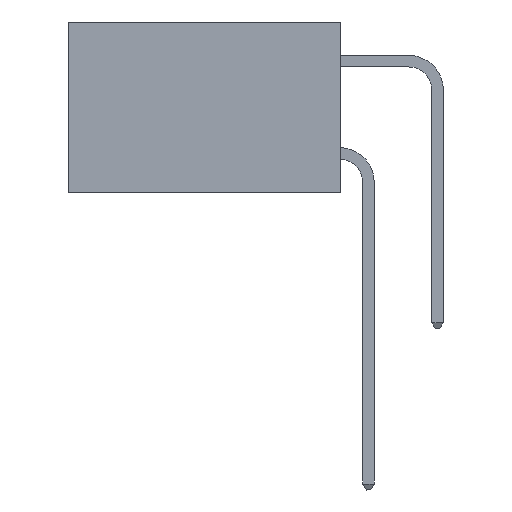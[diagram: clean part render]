
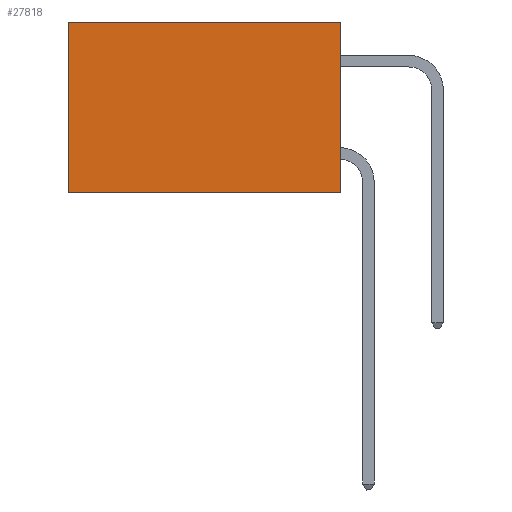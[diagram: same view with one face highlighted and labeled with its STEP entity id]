
A CAD part, left-side view. The second image highlights one B-rep face of the part: STEP entity #27818.
In plain terms, the highlighted planar face has unit normal (-1, 0, 0).
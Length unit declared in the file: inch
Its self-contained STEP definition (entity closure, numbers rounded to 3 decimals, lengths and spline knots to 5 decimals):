
#1482 = ORIENTED_EDGE ( 'NONE', *, *, #12058, .T. ) ;
#1847 = ORIENTED_EDGE ( 'NONE', *, *, #22715, .T. ) ;
#2288 = DIRECTION ( 'NONE',  ( 0., 0., -1. ) ) ;
#2553 = DIRECTION ( 'NONE',  ( 0., 0., -1. ) ) ;
#4418 = CARTESIAN_POINT ( 'NONE',  ( 0.277, 0., -0.37 ) ) ;
#5671 = EDGE_CURVE ( 'NONE', #29546, #21815, #28908, .T. ) ;
#5929 = CARTESIAN_POINT ( 'NONE',  ( 0.277, 0., 0. ) ) ;
#6688 = VECTOR ( 'NONE', #26330, 39.37008 ) ;
#7365 = CARTESIAN_POINT ( 'NONE',  ( 0.277, 0., -0.37 ) ) ;
#8371 = EDGE_CURVE ( 'NONE', #21815, #16049, #26199, .T. ) ;
#8973 = FACE_OUTER_BOUND ( 'NONE', #13181, .T. ) ;
#9630 = LINE ( 'NONE', #27559, #29003 ) ;
#10505 = DIRECTION ( 'NONE',  ( 0., 1., 0. ) ) ;
#10737 = DIRECTION ( 'NONE',  ( 0., 0., -1. ) ) ;
#11005 = CARTESIAN_POINT ( 'NONE',  ( 0.277, 0., -0.37 ) ) ;
#12035 = ORIENTED_EDGE ( 'NONE', *, *, #5671, .F. ) ;
#12058 = EDGE_CURVE ( 'NONE', #17768, #16049, #23764, .T. ) ;
#13181 = EDGE_LOOP ( 'NONE', ( #1482, #26114, #12035, #1847 ) ) ;
#14573 = PLANE ( 'NONE',  #30543 ) ;
#16049 = VERTEX_POINT ( 'NONE', #16319 ) ;
#16319 = CARTESIAN_POINT ( 'NONE',  ( 0.277, 0.59, -0.37 ) ) ;
#16556 = VECTOR ( 'NONE', #2553, 39.37008 ) ;
#17077 = DIRECTION ( 'NONE',  ( 1., 0., 0. ) ) ;
#17768 = VERTEX_POINT ( 'NONE', #20255 ) ;
#20252 = VECTOR ( 'NONE', #10737, 39.37008 ) ;
#20255 = CARTESIAN_POINT ( 'NONE',  ( 0.277, 0.59, 0. ) ) ;
#21815 = VERTEX_POINT ( 'NONE', #7365 ) ;
#22715 = EDGE_CURVE ( 'NONE', #29546, #17768, #9630, .T. ) ;
#23764 = LINE ( 'NONE', #29389, #16556 ) ;
#26114 = ORIENTED_EDGE ( 'NONE', *, *, #8371, .F. ) ;
#26199 = LINE ( 'NONE', #4418, #6688 ) ;
#26330 = DIRECTION ( 'NONE',  ( 0., 1., 0. ) ) ;
#27559 = CARTESIAN_POINT ( 'NONE',  ( 0.277, 0., 0. ) ) ;
#27818 = ADVANCED_FACE ( 'NONE', ( #8973 ), #14573, .F. ) ;
#28908 = LINE ( 'NONE', #11005, #20252 ) ;
#29003 = VECTOR ( 'NONE', #10505, 39.37008 ) ;
#29049 = CARTESIAN_POINT ( 'NONE',  ( 0.277, 0., -0.37 ) ) ;
#29389 = CARTESIAN_POINT ( 'NONE',  ( 0.277, 0.59, -0.37 ) ) ;
#29546 = VERTEX_POINT ( 'NONE', #5929 ) ;
#30543 = AXIS2_PLACEMENT_3D ( 'NONE', #29049, #17077, #2288 ) ;
